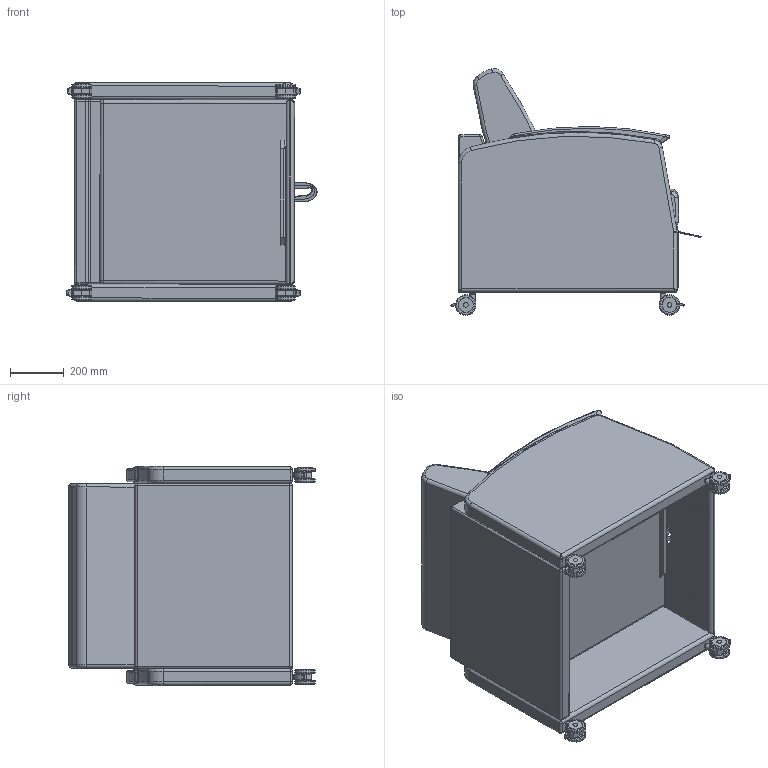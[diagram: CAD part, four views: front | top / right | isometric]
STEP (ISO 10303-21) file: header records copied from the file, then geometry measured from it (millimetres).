
FILE_DESCRIPTION(/* description */ (''),/* implementation_level */ '2;1');
FILE_NAME(/* name */ 'E0700W sitting.stp',/* time_stamp */ '2017-01-25T11:31:57-05:00',/* author */ ('emerkel'),/* organization */ (''),/* preprocessor_version */ 'ST-DEVELOPER v16.5',/* originating_system */ 'Autodesk Inventor 2017',/* authorisation */ '');
FILE_SCHEMA (('AUTOMOTIVE_DESIGN { 1 0 10303 214 3 1 1 }'));
Length unit declared in the file: inch
Products named in the file (15): E0700U sitting; E0800 UARM L; E0800 UARM R; UFBACK E0700; UOBACK E0700; UPOUT 0700; USEAT 0700; CAST COL 3"LC; CAST COL LOCK; CAST COL 3IN CENTER; CAST COL 3IN WHEEL; CAST COL 3IN INNER WHEEL; CSTR STEM 1.5C; USEATX 0700; EV7000 MAC BLK
Assembly tree (20 placements, depth 3):
  E0700U sitting
    E0800 UARM L
    E0800 UARM R
    UFBACK E0700
    UOBACK E0700
    UPOUT 0700
    USEAT 0700
    CAST COL 3"LC  x4
      CAST COL 3IN WHEEL
      CAST COL LOCK
      CAST COL 3IN CENTER
      CAST COL 3IN INNER WHEEL
      CSTR STEM 1.5C
    USEATX 0700
    EV7000 MAC BLK  x2
Bounding box: 928.57 x 915.18 x 813.42 mm (x, y, z)
Volume: 255364778.4 mm3; surface area: 7259903.8 mm2
Topology: 37 solids, 37 shells, 899 faces, 1949 edges, 1151 vertices
Faces by surface type: cylinder 341, plane 225, torus 213, bspline 62, sphere 46, cone 12
Full cylindrical faces by diameter (mm): 7.938 x11, 8.89 x4, 9.525 x4, 10.998 x4, 17.462 x4, 17.475 x4, 17.526 x8, 20.747 x4, 55.88 x8, 55.956 x8, 75.006 x8
Entity records: 16917 total; most frequent: CARTESIAN_POINT 7315, DIRECTION 2032, ORIENTED_EDGE 1808, EDGE_CURVE 904, AXIS2_PLACEMENT_3D 847, VERTEX_POINT 554, EDGE_LOOP 488, FACE_OUTER_BOUND 426
